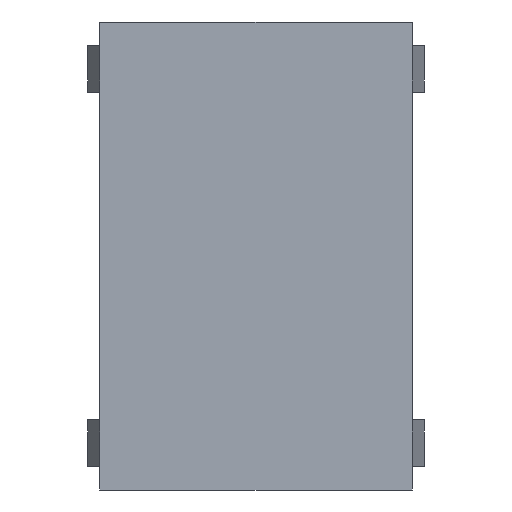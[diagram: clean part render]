
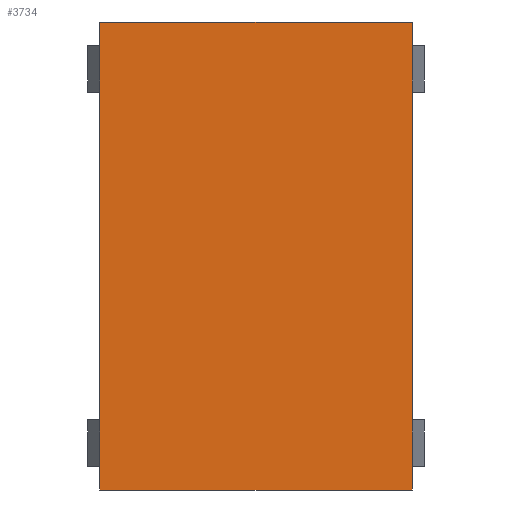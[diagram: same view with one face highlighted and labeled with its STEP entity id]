
A CAD part, front view. The second image highlights one B-rep face of the part: STEP entity #3734.
In plain terms, the highlighted planar face has unit normal (0, -1, 0).
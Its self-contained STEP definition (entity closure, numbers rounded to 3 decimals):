
#78 = DIRECTION ( 'NONE',  ( 0., 0., 1. ) ) ;
#80 = VERTEX_POINT ( 'NONE', #3479 ) ;
#205 = VERTEX_POINT ( 'NONE', #7623 ) ;
#228 = CARTESIAN_POINT ( 'NONE',  ( 16.7, 0., 0. ) ) ;
#400 = CARTESIAN_POINT ( 'NONE',  ( 16.7, 0., 0. ) ) ;
#881 = EDGE_CURVE ( 'NONE', #4643, #12018, #7601, .T. ) ;
#1006 = CARTESIAN_POINT ( 'NONE',  ( -16.7, 0., 0. ) ) ;
#1009 = EDGE_CURVE ( 'NONE', #7413, #80, #4583, .T. ) ;
#1203 = CARTESIAN_POINT ( 'NONE',  ( -16.7, 0., 0. ) ) ;
#1363 = CARTESIAN_POINT ( 'NONE',  ( 16.7, 0., 0. ) ) ;
#1518 = DIRECTION ( 'NONE',  ( 0., 0., -1. ) ) ;
#1557 = CARTESIAN_POINT ( 'NONE',  ( -16.7, 0., -25. ) ) ;
#1603 = LINE ( 'NONE', #1363, #10093 ) ;
#1664 = LINE ( 'NONE', #7222, #5192 ) ;
#1686 = VECTOR ( 'NONE', #8714, 1000. ) ;
#1702 = CARTESIAN_POINT ( 'NONE',  ( -16.7, 0., 0. ) ) ;
#1747 = CARTESIAN_POINT ( 'NONE',  ( 0., 0., -25. ) ) ;
#1874 = EDGE_CURVE ( 'NONE', #8118, #6914, #6951, .T. ) ;
#1975 = DIRECTION ( 'NONE',  ( 0., 0., 1. ) ) ;
#2090 = DIRECTION ( 'NONE',  ( 0., 0., -1. ) ) ;
#2091 = LINE ( 'NONE', #1006, #9998 ) ;
#2318 = VECTOR ( 'NONE', #2090, 1000. ) ;
#2329 = EDGE_CURVE ( 'NONE', #4295, #11480, #1603, .T. ) ;
#2460 = CARTESIAN_POINT ( 'NONE',  ( -16.7, 0., -22.5 ) ) ;
#2536 = CARTESIAN_POINT ( 'NONE',  ( 0., 0., 25. ) ) ;
#3156 = CARTESIAN_POINT ( 'NONE',  ( -16.7, 0., 22.5 ) ) ;
#3204 = EDGE_CURVE ( 'NONE', #205, #7953, #8409, .T. ) ;
#3443 = ORIENTED_EDGE ( 'NONE', *, *, #11162, .F. ) ;
#3479 = CARTESIAN_POINT ( 'NONE',  ( -16.7, 0., 25. ) ) ;
#3669 = VECTOR ( 'NONE', #12177, 1000. ) ;
#3734 = ADVANCED_FACE ( 'NONE', ( #8837 ), #11634, .F. ) ;
#3870 = ORIENTED_EDGE ( 'NONE', *, *, #9218, .F. ) ;
#4034 = EDGE_CURVE ( 'NONE', #7225, #4643, #1664, .T. ) ;
#4295 = VERTEX_POINT ( 'NONE', #12598 ) ;
#4329 = VECTOR ( 'NONE', #5555, 1000. ) ;
#4437 = CARTESIAN_POINT ( 'NONE',  ( -16.7, 0., 17.5 ) ) ;
#4466 = VECTOR ( 'NONE', #5606, 1000. ) ;
#4496 = ORIENTED_EDGE ( 'NONE', *, *, #8412, .F. ) ;
#4583 = LINE ( 'NONE', #1203, #9571 ) ;
#4643 = VERTEX_POINT ( 'NONE', #10197 ) ;
#4743 = CARTESIAN_POINT ( 'NONE',  ( 16.7, 0., 25. ) ) ;
#4824 = CARTESIAN_POINT ( 'NONE',  ( 0., 0., 0. ) ) ;
#4924 = LINE ( 'NONE', #228, #2318 ) ;
#4925 = VERTEX_POINT ( 'NONE', #7888 ) ;
#5192 = VECTOR ( 'NONE', #1518, 1000. ) ;
#5258 = ORIENTED_EDGE ( 'NONE', *, *, #1874, .F. ) ;
#5555 = DIRECTION ( 'NONE',  ( -1., 0., 0. ) ) ;
#5606 = DIRECTION ( 'NONE',  ( 0., 0., 1. ) ) ;
#5860 = ORIENTED_EDGE ( 'NONE', *, *, #3204, .F. ) ;
#6663 = ORIENTED_EDGE ( 'NONE', *, *, #2329, .F. ) ;
#6914 = VERTEX_POINT ( 'NONE', #2460 ) ;
#6951 = LINE ( 'NONE', #7411, #9506 ) ;
#6955 = EDGE_CURVE ( 'NONE', #11480, #4925, #9271, .T. ) ;
#6987 = EDGE_CURVE ( 'NONE', #6914, #205, #10223, .T. ) ;
#7106 = DIRECTION ( 'NONE',  ( 0., 0., 1. ) ) ;
#7171 = ORIENTED_EDGE ( 'NONE', *, *, #1009, .F. ) ;
#7222 = CARTESIAN_POINT ( 'NONE',  ( 16.7, 0., 0. ) ) ;
#7225 = VERTEX_POINT ( 'NONE', #4743 ) ;
#7411 = CARTESIAN_POINT ( 'NONE',  ( -16.7, 0., 0. ) ) ;
#7413 = VERTEX_POINT ( 'NONE', #3156 ) ;
#7536 = ORIENTED_EDGE ( 'NONE', *, *, #4034, .F. ) ;
#7552 = CARTESIAN_POINT ( 'NONE',  ( 16.7, 0., -22.5 ) ) ;
#7586 = ORIENTED_EDGE ( 'NONE', *, *, #11398, .F. ) ;
#7599 = ORIENTED_EDGE ( 'NONE', *, *, #881, .F. ) ;
#7601 = LINE ( 'NONE', #10605, #1686 ) ;
#7623 = CARTESIAN_POINT ( 'NONE',  ( -16.7, 0., -17.5 ) ) ;
#7888 = CARTESIAN_POINT ( 'NONE',  ( 16.7, 0., -25. ) ) ;
#7953 = VERTEX_POINT ( 'NONE', #4437 ) ;
#7971 = ORIENTED_EDGE ( 'NONE', *, *, #6987, .F. ) ;
#8118 = VERTEX_POINT ( 'NONE', #1557 ) ;
#8127 = DIRECTION ( 'NONE',  ( 0., 0., -1. ) ) ;
#8218 = LINE ( 'NONE', #2536, #3669 ) ;
#8409 = LINE ( 'NONE', #12360, #12354 ) ;
#8412 = EDGE_CURVE ( 'NONE', #7953, #7413, #2091, .T. ) ;
#8673 = VECTOR ( 'NONE', #8127, 1000. ) ;
#8714 = DIRECTION ( 'NONE',  ( 0., 0., -1. ) ) ;
#8717 = DIRECTION ( 'NONE',  ( 0., 0., 1. ) ) ;
#8837 = FACE_OUTER_BOUND ( 'NONE', #9794, .T. ) ;
#8838 = DIRECTION ( 'NONE',  ( 0., 1., 0. ) ) ;
#9069 = DIRECTION ( 'NONE',  ( 0., 0., -1. ) ) ;
#9218 = EDGE_CURVE ( 'NONE', #4925, #8118, #12199, .T. ) ;
#9271 = LINE ( 'NONE', #400, #8673 ) ;
#9506 = VECTOR ( 'NONE', #12370, 1000. ) ;
#9571 = VECTOR ( 'NONE', #7106, 1000. ) ;
#9606 = AXIS2_PLACEMENT_3D ( 'NONE', #4824, #8838, #78 ) ;
#9794 = EDGE_LOOP ( 'NONE', ( #7536, #7586, #7171, #4496, #5860, #7971, #5258, #3870, #10024, #6663, #3443, #7599 ) ) ;
#9998 = VECTOR ( 'NONE', #1975, 1000. ) ;
#10024 = ORIENTED_EDGE ( 'NONE', *, *, #6955, .F. ) ;
#10040 = CARTESIAN_POINT ( 'NONE',  ( 16.7, 0., 17.5 ) ) ;
#10093 = VECTOR ( 'NONE', #9069, 1000. ) ;
#10197 = CARTESIAN_POINT ( 'NONE',  ( 16.7, 0., 22.5 ) ) ;
#10223 = LINE ( 'NONE', #1702, #4466 ) ;
#10605 = CARTESIAN_POINT ( 'NONE',  ( 16.7, 0., 0. ) ) ;
#11162 = EDGE_CURVE ( 'NONE', #12018, #4295, #4924, .T. ) ;
#11398 = EDGE_CURVE ( 'NONE', #80, #7225, #8218, .T. ) ;
#11480 = VERTEX_POINT ( 'NONE', #7552 ) ;
#11634 = PLANE ( 'NONE',  #9606 ) ;
#12018 = VERTEX_POINT ( 'NONE', #10040 ) ;
#12177 = DIRECTION ( 'NONE',  ( 1., 0., 0. ) ) ;
#12199 = LINE ( 'NONE', #1747, #4329 ) ;
#12354 = VECTOR ( 'NONE', #8717, 1000. ) ;
#12360 = CARTESIAN_POINT ( 'NONE',  ( -16.7, 0., 0. ) ) ;
#12370 = DIRECTION ( 'NONE',  ( 0., 0., 1. ) ) ;
#12598 = CARTESIAN_POINT ( 'NONE',  ( 16.7, 0., -17.5 ) ) ;
